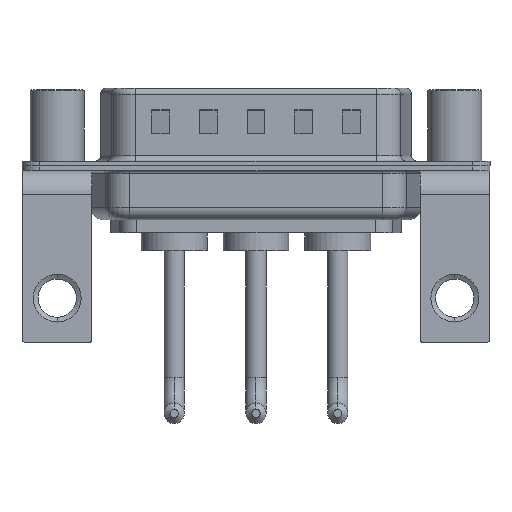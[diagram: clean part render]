
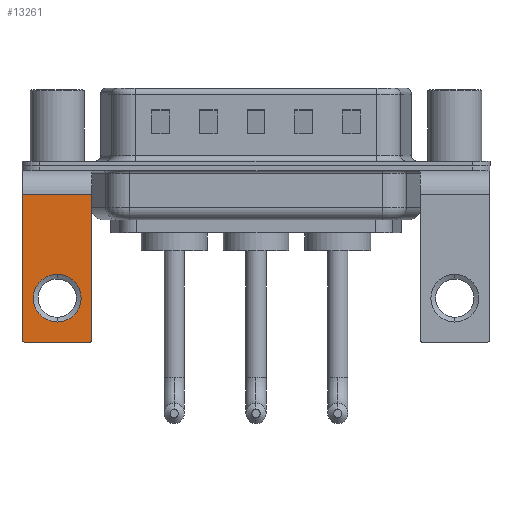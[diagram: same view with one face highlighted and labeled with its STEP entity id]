
A CAD part, front view. The second image highlights one B-rep face of the part: STEP entity #13261.
In plain terms, the highlighted planar face has unit normal (0, -1, 0).
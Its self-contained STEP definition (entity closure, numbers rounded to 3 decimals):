
#158 = DIRECTION ( 'NONE',  ( 0., 0., 1. ) ) ;
#168 = EDGE_CURVE ( 'NONE', #14579, #14544, #4908, .T. ) ;
#242 = EDGE_CURVE ( 'NONE', #9247, #9494, #12449, .T. ) ;
#625 = AXIS2_PLACEMENT_3D ( 'NONE', #16158, #12052, #3497 ) ;
#844 = VECTOR ( 'NONE', #4186, 1000. ) ;
#1138 = DIRECTION ( 'NONE',  ( 0., 0., -1. ) ) ;
#1163 = FACE_BOUND ( 'NONE', #1513, .T. ) ;
#1219 = CIRCLE ( 'NONE', #625, 2. ) ;
#1513 = EDGE_LOOP ( 'NONE', ( #5740, #13299 ) ) ;
#1887 = DIRECTION ( 'NONE',  ( 0., 0., 1. ) ) ;
#2513 = LINE ( 'NONE', #17587, #18206 ) ;
#2791 = EDGE_CURVE ( 'NONE', #9494, #12539, #2513, .T. ) ;
#2992 = CARTESIAN_POINT ( 'NONE',  ( 2.9, -6.25, -2.4 ) ) ;
#3035 = VERTEX_POINT ( 'NONE', #14457 ) ;
#3103 = DIRECTION ( 'NONE',  ( 0., -1., 0. ) ) ;
#3497 = DIRECTION ( 'NONE',  ( 0., 0., 1. ) ) ;
#3519 = CIRCLE ( 'NONE', #17005, 0.25 ) ;
#3549 = VERTEX_POINT ( 'NONE', #17745 ) ;
#3861 = DIRECTION ( 'NONE',  ( 0., -1., 0. ) ) ;
#3982 = DIRECTION ( 'NONE',  ( 0., 1., 0. ) ) ;
#4186 = DIRECTION ( 'NONE',  ( -1., 0., 0. ) ) ;
#4348 = AXIS2_PLACEMENT_3D ( 'NONE', #12355, #3982, #15369 ) ;
#4519 = CARTESIAN_POINT ( 'NONE',  ( 2.9, -6.25, -14.8 ) ) ;
#4908 = CIRCLE ( 'NONE', #4348, 2. ) ;
#5193 = EDGE_CURVE ( 'NONE', #9247, #3035, #14695, .T. ) ;
#5222 = VECTOR ( 'NONE', #5457, 1000. ) ;
#5265 = CIRCLE ( 'NONE', #15523, 0.25 ) ;
#5457 = DIRECTION ( 'NONE',  ( -1., 0., 0. ) ) ;
#5624 = ORIENTED_EDGE ( 'NONE', *, *, #2791, .T. ) ;
#5740 = ORIENTED_EDGE ( 'NONE', *, *, #168, .T. ) ;
#5841 = FACE_OUTER_BOUND ( 'NONE', #6327, .T. ) ;
#6020 = PLANE ( 'NONE',  #15276 ) ;
#6107 = DIRECTION ( 'NONE',  ( 0., 1., 0. ) ) ;
#6124 = ORIENTED_EDGE ( 'NONE', *, *, #12611, .T. ) ;
#6327 = EDGE_LOOP ( 'NONE', ( #5624, #6124, #14356, #16306, #15722, #10732 ) ) ;
#7321 = CARTESIAN_POINT ( 'NONE',  ( -2.65, -6.25, -14.55 ) ) ;
#7443 = DIRECTION ( 'NONE',  ( 0., 0., -1. ) ) ;
#7496 = CARTESIAN_POINT ( 'NONE',  ( -2.9, -6.25, -2.4 ) ) ;
#7706 = CARTESIAN_POINT ( 'NONE',  ( 2.9, -6.25, -2.4 ) ) ;
#8262 = DIRECTION ( 'NONE',  ( 0., 0., 1. ) ) ;
#9247 = VERTEX_POINT ( 'NONE', #17994 ) ;
#9494 = VERTEX_POINT ( 'NONE', #7496 ) ;
#9776 = LINE ( 'NONE', #4519, #844 ) ;
#9780 = EDGE_CURVE ( 'NONE', #11318, #3549, #9776, .T. ) ;
#10099 = EDGE_CURVE ( 'NONE', #11318, #3035, #5265, .T. ) ;
#10732 = ORIENTED_EDGE ( 'NONE', *, *, #242, .T. ) ;
#11318 = VERTEX_POINT ( 'NONE', #11702 ) ;
#11702 = CARTESIAN_POINT ( 'NONE',  ( 2.65, -6.25, -14.8 ) ) ;
#11807 = EDGE_CURVE ( 'NONE', #14544, #14579, #1219, .T. ) ;
#12052 = DIRECTION ( 'NONE',  ( 0., 1., 0. ) ) ;
#12355 = CARTESIAN_POINT ( 'NONE',  ( 0., -6.25, -11.07 ) ) ;
#12449 = LINE ( 'NONE', #18052, #5222 ) ;
#12539 = VERTEX_POINT ( 'NONE', #15762 ) ;
#12568 = CARTESIAN_POINT ( 'NONE',  ( 0., -6.25, -9.07 ) ) ;
#12611 = EDGE_CURVE ( 'NONE', #12539, #3549, #3519, .T. ) ;
#13261 = ADVANCED_FACE ( 'NONE', ( #1163, #5841 ), #6020, .F. ) ;
#13299 = ORIENTED_EDGE ( 'NONE', *, *, #11807, .T. ) ;
#13423 = VECTOR ( 'NONE', #7443, 1000. ) ;
#14356 = ORIENTED_EDGE ( 'NONE', *, *, #9780, .F. ) ;
#14457 = CARTESIAN_POINT ( 'NONE',  ( 2.9, -6.25, -14.55 ) ) ;
#14544 = VERTEX_POINT ( 'NONE', #12568 ) ;
#14579 = VERTEX_POINT ( 'NONE', #16676 ) ;
#14695 = LINE ( 'NONE', #7706, #13423 ) ;
#15276 = AXIS2_PLACEMENT_3D ( 'NONE', #2992, #6107, #1887 ) ;
#15369 = DIRECTION ( 'NONE',  ( 0., 0., 1. ) ) ;
#15523 = AXIS2_PLACEMENT_3D ( 'NONE', #18111, #3861, #8262 ) ;
#15722 = ORIENTED_EDGE ( 'NONE', *, *, #5193, .F. ) ;
#15762 = CARTESIAN_POINT ( 'NONE',  ( -2.9, -6.25, -14.55 ) ) ;
#16158 = CARTESIAN_POINT ( 'NONE',  ( 0., -6.25, -11.07 ) ) ;
#16306 = ORIENTED_EDGE ( 'NONE', *, *, #10099, .T. ) ;
#16676 = CARTESIAN_POINT ( 'NONE',  ( 0., -6.25, -13.07 ) ) ;
#17005 = AXIS2_PLACEMENT_3D ( 'NONE', #7321, #3103, #158 ) ;
#17587 = CARTESIAN_POINT ( 'NONE',  ( -2.9, -6.25, -2.4 ) ) ;
#17745 = CARTESIAN_POINT ( 'NONE',  ( -2.65, -6.25, -14.8 ) ) ;
#17994 = CARTESIAN_POINT ( 'NONE',  ( 2.9, -6.25, -2.4 ) ) ;
#18052 = CARTESIAN_POINT ( 'NONE',  ( 2.9, -6.25, -2.4 ) ) ;
#18111 = CARTESIAN_POINT ( 'NONE',  ( 2.65, -6.25, -14.55 ) ) ;
#18206 = VECTOR ( 'NONE', #1138, 1000. ) ;
